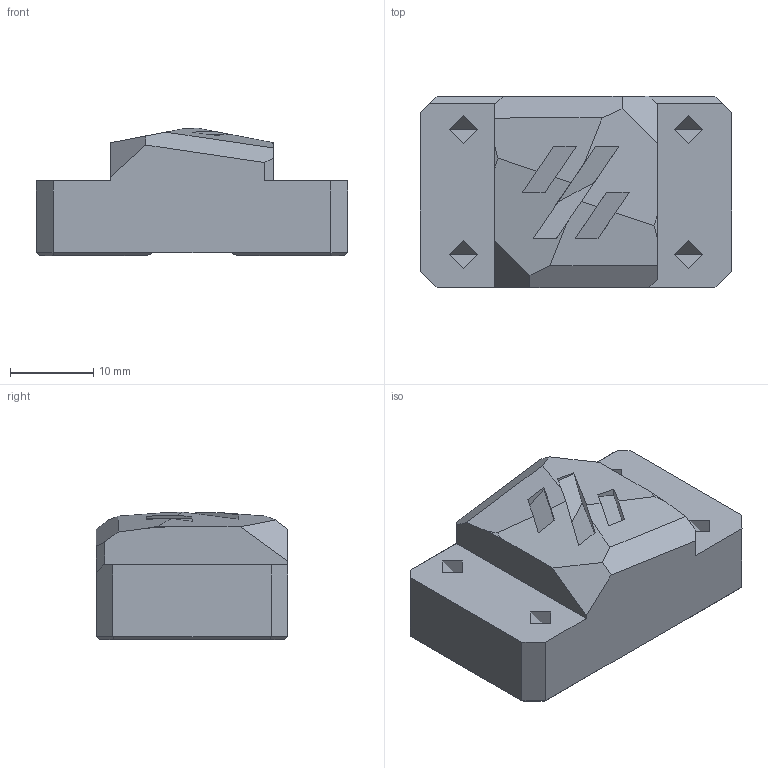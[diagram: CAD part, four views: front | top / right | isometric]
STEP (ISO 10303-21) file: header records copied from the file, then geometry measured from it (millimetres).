
FILE_DESCRIPTION(/* description */ ('','CAx-IF Rec.Pracs.---Representation and Presentation of Product Manufacturing Information (PMI)---4.0---2014-10-13'),/* implementation_level */ '2;1');
FILE_NAME(/* name */ 'G2Z_Kirigami_mount.step',/* time_stamp */ '2025-01-08T14:03:42-05:00',/* author */ (''),/* organization */ (''),/* preprocessor_version */ 'ST-DEVELOPER v20',/* originating_system */ 'Autodesk Translation Framework v13.20.0.188',/* authorisation */ '');
FILE_SCHEMA (('AP242_MANAGED_MODEL_BASED_3D_ENGINEERING_MIM_LF { 1 0 10303 442 1 1 4 }'));
Length unit declared in the file: millimetre
Products named in the file (1): G2Z_Kirigami_mount
Bounding box: 37.36 x 23 x 15.34 mm (x, y, z)
Volume: 9045.9 mm3; surface area: 3616.8 mm2
Topology: 1 solids, 1 shells, 165 faces, 574 edges, 381 vertices
Faces by surface type: plane 66, cone 48, bspline 39, cylinder 8, torus 4
Full cylindrical faces by diameter (mm): 3.4 x4, 4.7 x4
Entity records: 8262 total; most frequent: CARTESIAN_POINT 3981, ORIENTED_EDGE 1084, DIRECTION 630, EDGE_CURVE 542, VERTEX_POINT 381, B_SPLINE_CURVE_WITH_KNOTS 245, LINE 218, VECTOR 218
